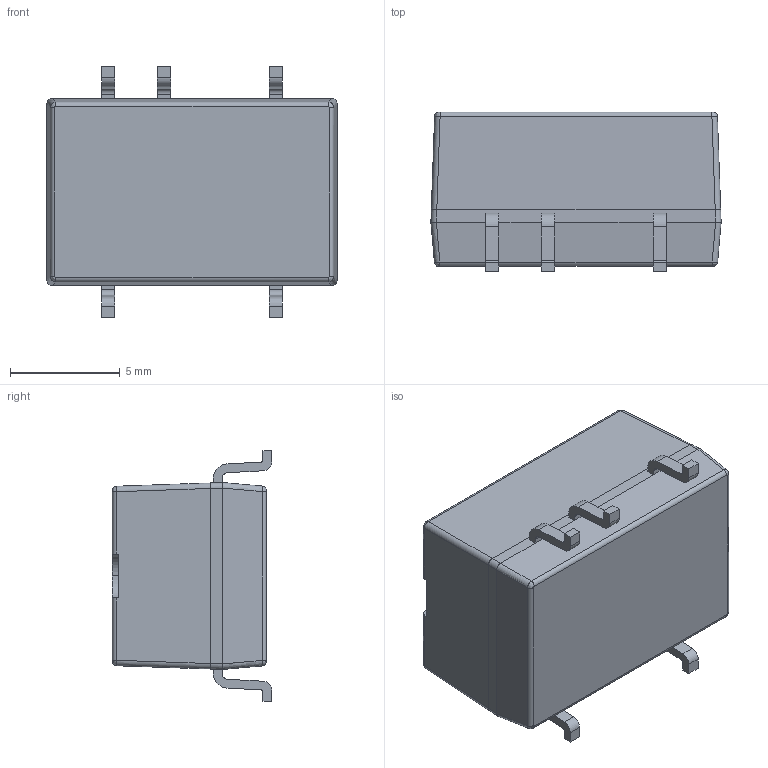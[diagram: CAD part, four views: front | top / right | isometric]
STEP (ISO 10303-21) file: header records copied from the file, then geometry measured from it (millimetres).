
FILE_DESCRIPTION (( 'STEP AP214' ), '1' );
FILE_NAME ('CUI_PESE2-S24-S24-M.step', '2021-08-23T14:59:12', ( '' ), ( '' ), 'SwSTEP 2.0', 'SolidWorks 2021', '' );
FILE_SCHEMA (( 'AUTOMOTIVE_DESIGN' ));
Length unit declared in the file: millimetre
Products named in the file (1): CUI_PESE2-S24-S24-M
Bounding box: 13.2 x 7.25 x 11.4 mm (x, y, z)
Volume: 436 mm3; surface area: 1037.4 mm2
Topology: 2 solids, 2 shells, 215 faces, 555 edges, 358 vertices
Faces by surface type: plane 123, cylinder 72, bspline 16, cone 3, torus 1
Entity records: 8002 total; most frequent: CARTESIAN_POINT 1999, ORIENTED_EDGE 1110, DIRECTION 994, EDGE_CURVE 555, LINE 372, VECTOR 372, VERTEX_POINT 358, AXIS2_PLACEMENT_3D 311
